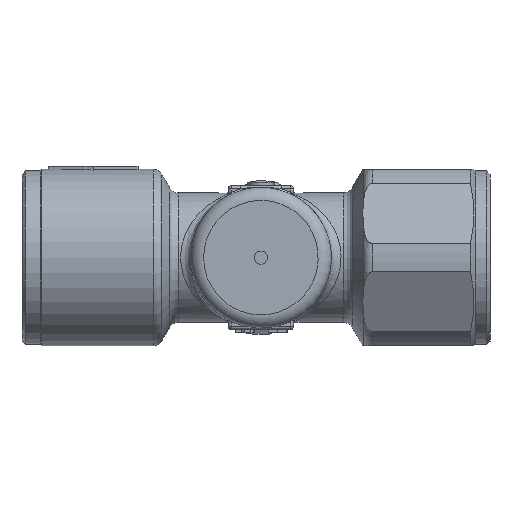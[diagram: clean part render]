
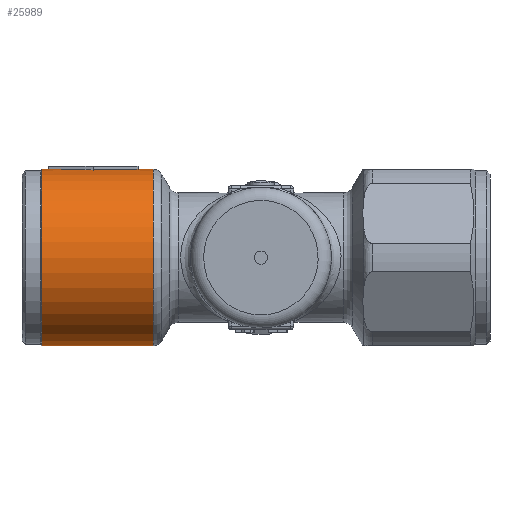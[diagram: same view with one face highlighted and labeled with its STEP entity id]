
A CAD part, front view. The second image highlights one B-rep face of the part: STEP entity #25989.
In plain terms, the highlighted cylindrical face has radius 13.5 mm (diameter 27 mm), a full revolution.
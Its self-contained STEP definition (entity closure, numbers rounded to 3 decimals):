
#9092=CARTESIAN_POINT('',(-18.775,0.856,13.473));
#9093=VERTEX_POINT('',#9092);
#9100=CARTESIAN_POINT('',(-25.633,0.856,13.473));
#9101=VERTEX_POINT('',#9100);
#9102=CARTESIAN_POINT('',(-25.633,0.856,13.473));
#9103=DIRECTION('',(1.0,0.0,0.0));
#9104=VECTOR('',#9103,6.858);
#9105=LINE('',#9102,#9104);
#9106=EDGE_CURVE('',#9101,#9093,#9105,.T.);
#9123=CARTESIAN_POINT('',(-18.775,-0.858,13.473));
#9124=VERTEX_POINT('',#9123);
#9131=CARTESIAN_POINT('',(-18.775,0.0,0.0));
#9132=DIRECTION('',(1.0,0.0,0.0));
#9133=DIRECTION('',(0.0,1.0,0.0));
#9134=AXIS2_PLACEMENT_3D('',#9131,#9132,#9133);
#9135=CIRCLE('',#9134,13.5);
#9136=EDGE_CURVE('',#9093,#9124,#9135,.T.);
#9148=CARTESIAN_POINT('',(-25.633,-0.858,13.473));
#9149=VERTEX_POINT('',#9148);
#9156=CARTESIAN_POINT('',(-18.775,-0.858,13.473));
#9157=DIRECTION('',(-1.0,0.0,0.0));
#9158=VECTOR('',#9157,6.858);
#9159=LINE('',#9156,#9158);
#9160=EDGE_CURVE('',#9124,#9149,#9159,.T.);
#9172=CARTESIAN_POINT('',(-25.633,-1.838,13.374));
#9173=VERTEX_POINT('',#9172);
#9180=CARTESIAN_POINT('',(-25.633,0.0,0.0));
#9181=DIRECTION('',(1.0,0.0,0.0));
#9182=DIRECTION('',(0.0,1.0,0.0));
#9183=AXIS2_PLACEMENT_3D('',#9180,#9181,#9182);
#9184=CIRCLE('',#9183,13.5);
#9185=EDGE_CURVE('',#9149,#9173,#9184,.T.);
#9198=CARTESIAN_POINT('',(-25.633,1.837,13.374));
#9199=VERTEX_POINT('',#9198);
#9200=CARTESIAN_POINT('',(-25.633,0.0,0.0));
#9201=DIRECTION('',(1.0,0.0,0.0));
#9202=DIRECTION('',(0.0,1.0,0.0));
#9203=AXIS2_PLACEMENT_3D('',#9200,#9201,#9202);
#9204=CIRCLE('',#9203,13.5);
#9205=EDGE_CURVE('',#9199,#9101,#9204,.T.);
#9223=CARTESIAN_POINT('',(-32.491,-0.001,13.5));
#9224=VERTEX_POINT('',#9223);
#9225=CARTESIAN_POINT('',(-32.488,0.0,0.0));
#9226=DIRECTION('',(-0.259,0.966,0.0));
#9227=DIRECTION('',(0.966,0.259,0.0));
#9228=AXIS2_PLACEMENT_3D('',#9225,#9226,#9227);
#9229=ELLIPSE('',#9228,52.16,13.5);
#9230=EDGE_CURVE('',#9224,#9199,#9229,.T.);
#9248=CARTESIAN_POINT('',(-32.495,0.0,0.0));
#9249=DIRECTION('',(-0.259,-0.966,0.0));
#9250=DIRECTION('',(-0.966,0.259,0.0));
#9251=AXIS2_PLACEMENT_3D('',#9248,#9249,#9250);
#9252=ELLIPSE('',#9251,52.16,13.5);
#9253=EDGE_CURVE('',#9173,#9224,#9252,.T.);
#25918=CARTESIAN_POINT('',(-16.444,13.5,0.0));
#25919=VERTEX_POINT('',#25918);
#25920=CARTESIAN_POINT('',(-16.444,0.0,0.0));
#25921=DIRECTION('',(1.0,0.0,0.0));
#25922=DIRECTION('',(0.0,-1.0,0.0));
#25923=AXIS2_PLACEMENT_3D('',#25920,#25921,#25922);
#25924=CIRCLE('',#25923,13.5);
#25925=EDGE_CURVE('',#25919,#25919,#25924,.T.);
#25961=CARTESIAN_POINT('',(-24.539,0.0,0.0));
#25962=DIRECTION('',(1.0,0.0,0.0));
#25963=DIRECTION('',(0.0,1.0,0.0));
#25964=AXIS2_PLACEMENT_3D('',#25961,#25962,#25963);
#25965=CYLINDRICAL_SURFACE('',#25964,13.5);
#25966=CARTESIAN_POINT('',(-33.5,13.5,0.0));
#25967=VERTEX_POINT('',#25966);
#25968=CARTESIAN_POINT('',(-33.5,0.0,0.0));
#25969=DIRECTION('',(1.0,0.0,0.0));
#25970=DIRECTION('',(0.0,1.0,0.0));
#25971=AXIS2_PLACEMENT_3D('',#25968,#25969,#25970);
#25972=CIRCLE('',#25971,13.5);
#25973=EDGE_CURVE('',#25967,#25967,#25972,.T.);
#25974=ORIENTED_EDGE('',*,*,#25973,.T.);
#25975=EDGE_LOOP('',(#25974));
#25976=FACE_OUTER_BOUND('',#25975,.T.);
#25977=ORIENTED_EDGE('',*,*,#9106,.T.);
#25978=ORIENTED_EDGE('',*,*,#9136,.T.);
#25979=ORIENTED_EDGE('',*,*,#9160,.T.);
#25980=ORIENTED_EDGE('',*,*,#9185,.T.);
#25981=ORIENTED_EDGE('',*,*,#9253,.T.);
#25982=ORIENTED_EDGE('',*,*,#9230,.T.);
#25983=ORIENTED_EDGE('',*,*,#9205,.T.);
#25984=EDGE_LOOP('',(#25977,#25978,#25979,#25980,#25981,#25982,#25983));
#25985=FACE_BOUND('',#25984,.T.);
#25986=ORIENTED_EDGE('',*,*,#25925,.F.);
#25987=EDGE_LOOP('',(#25986));
#25988=FACE_BOUND('',#25987,.T.);
#25989=ADVANCED_FACE('',(#25976,#25985,#25988),#25965,.T.);
